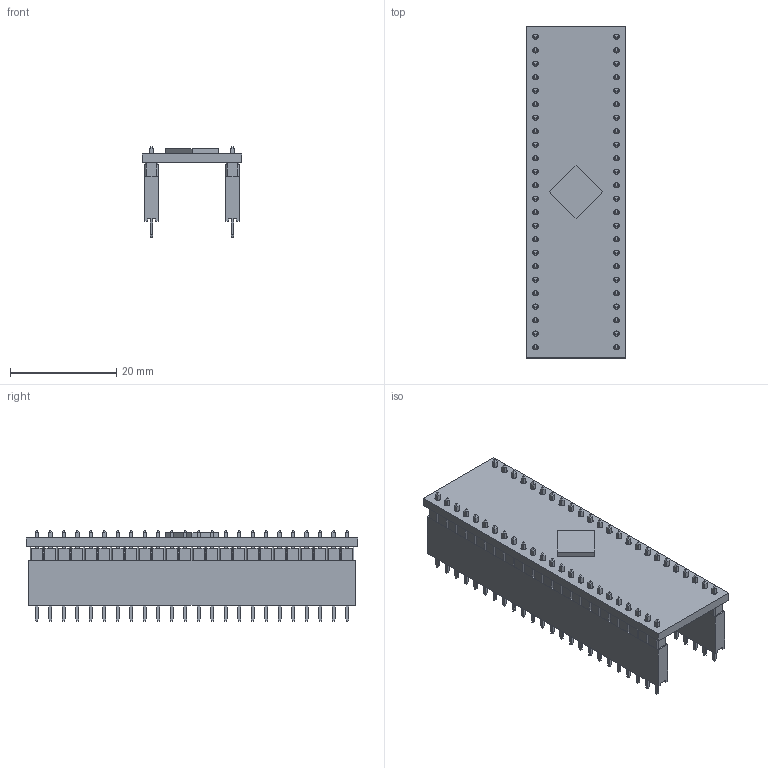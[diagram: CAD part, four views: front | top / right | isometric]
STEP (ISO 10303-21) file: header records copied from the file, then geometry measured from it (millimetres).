
FILE_DESCRIPTION(/* description */ (''),/* implementation_level */ '2;1');
FILE_NAME(/* name */ 'ADG726 Breakout PCB.step',/* time_stamp */ '2023-07-19T18:22:51+02:00',/* author */ (''),/* organization */ (''),/* preprocessor_version */ 'ST-DEVELOPER v19.2',/* originating_system */ 'Autodesk Translation Framework v12.6.0.85',/* authorisation */ '');
FILE_SCHEMA (('AUTOMOTIVE_DESIGN { 1 0 10303 214 3 1 1 }'));
Length unit declared in the file: millimetre
Products named in the file (8): ADG726 Breakout PCB; Board; Open CASCADE STEP translator 7.5 1.1.1; U1; 6123019904; Extruded; zl201-24_p2-54_l35-6_w2-54_h8-9; zl262-24s_p2-54_l25-9_w2-5_h8-5
Assembly tree (9 placements, depth 4):
  ADG726 Breakout PCB
    Board
      Open CASCADE STEP translator 7.5 1.1.1
    U1
      6123019904
        Extruded
    zl201-24_p2-54_l35-6_w2-54_h8-9  x2
    zl262-24s_p2-54_l25-9_w2-5_h8-5  x2
Bounding box: 18.8 x 62.48 x 17.09 mm (x, y, z)
Volume: 5208.4 mm3; surface area: 11730.9 mm2
Topology: 6 solids, 6 shells, 2824 faces, 6948 edges, 4376 vertices
Faces by surface type: plane 2776, cylinder 48
Full cylindrical faces by diameter (mm): 1.02 x48
Entity records: 42287 total; most frequent: CARTESIAN_POINT 7261, ORIENTED_EDGE 7116, DIRECTION 6572, EDGE_CURVE 3558, LINE 3462, VECTOR 3462, VERTEX_POINT 2244, EDGE_LOOP 1658
